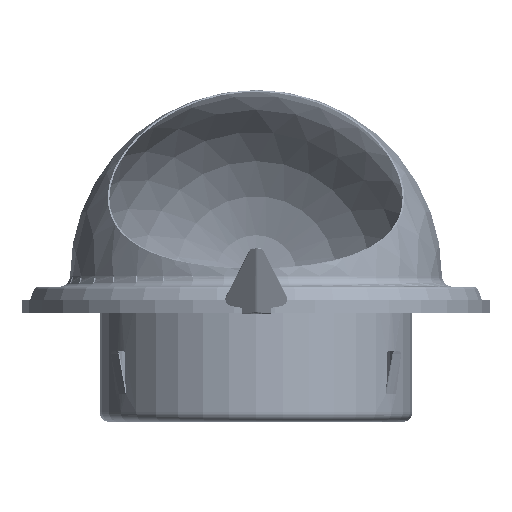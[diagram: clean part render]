
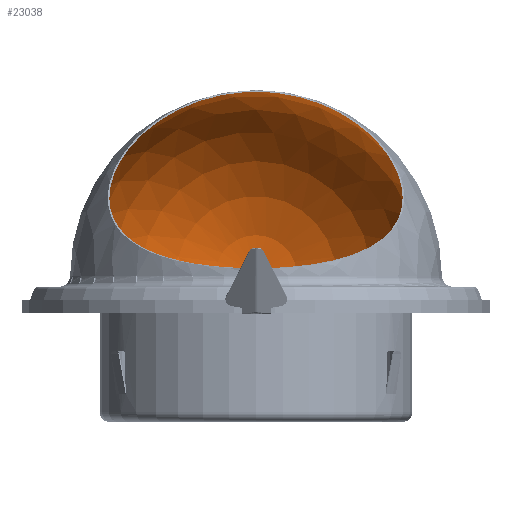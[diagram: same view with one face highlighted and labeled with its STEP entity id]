
A CAD part, top view. The second image highlights one B-rep face of the part: STEP entity #23038.
In plain terms, the highlighted spherical face has radius 85.3 mm.
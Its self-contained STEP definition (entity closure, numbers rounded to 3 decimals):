
#3032 = CIRCLE ( 'NONE', #124579, 85.3 ) ;
#7486 = AXIS2_PLACEMENT_3D ( 'NONE', #95269, #83785, #19787 ) ;
#14095 = ORIENTED_EDGE ( 'NONE', *, *, #16573, .T. ) ;
#16573 = EDGE_CURVE ( 'NONE', #107139, #23619, #43501, .T. ) ;
#18218 = CARTESIAN_POINT ( 'NONE',  ( -8.666, 1.717, 24.569 ) ) ;
#19787 = DIRECTION ( 'NONE',  ( 0., 0., -1. ) ) ;
#23038 = ADVANCED_FACE ( 'NONE', ( #50607 ), #127403, .F. ) ;
#23619 = VERTEX_POINT ( 'NONE', #136971 ) ;
#24392 = ORIENTED_EDGE ( 'NONE', *, *, #94463, .T. ) ;
#28579 = DIRECTION ( 'NONE',  ( 0., 0., 1. ) ) ;
#28606 = AXIS2_PLACEMENT_3D ( 'NONE', #96536, #118788, #83647 ) ;
#42868 = EDGE_LOOP ( 'NONE', ( #47367, #14095, #113636, #24392 ) ) ;
#43501 = CIRCLE ( 'NONE', #110017, 85.3 ) ;
#47367 = ORIENTED_EDGE ( 'NONE', *, *, #141024, .F. ) ;
#48088 = VERTEX_POINT ( 'NONE', #97330 ) ;
#50607 = FACE_OUTER_BOUND ( 'NONE', #42868, .T. ) ;
#58494 = CIRCLE ( 'NONE', #28606, 85.3 ) ;
#60925 = CARTESIAN_POINT ( 'NONE',  ( -8.666, 1.717, 24.569 ) ) ;
#62080 = DIRECTION ( 'NONE',  ( 0., 0., 1. ) ) ;
#74314 = CARTESIAN_POINT ( 'NONE',  ( -8.666, 87.017, 24.569 ) ) ;
#76489 = DIRECTION ( 'NONE',  ( 0., 0., -1. ) ) ;
#83647 = DIRECTION ( 'NONE',  ( 0., 0., -1. ) ) ;
#83785 = DIRECTION ( 'NONE',  ( 0., -1., 0. ) ) ;
#85739 = AXIS2_PLACEMENT_3D ( 'NONE', #18218, #62080, #138932 ) ;
#91877 = DIRECTION ( 'NONE',  ( 1., 0., 0. ) ) ;
#94463 = EDGE_CURVE ( 'NONE', #48088, #98388, #58494, .T. ) ;
#95269 = CARTESIAN_POINT ( 'NONE',  ( -8.666, 1.717, 24.569 ) ) ;
#96536 = CARTESIAN_POINT ( 'NONE',  ( -8.666, 1.717, 24.569 ) ) ;
#97330 = CARTESIAN_POINT ( 'NONE',  ( -8.659, 1.717, -60.731 ) ) ;
#98388 = VERTEX_POINT ( 'NONE', #109722 ) ;
#99415 = DIRECTION ( 'NONE',  ( -1., 0., 0. ) ) ;
#107139 = VERTEX_POINT ( 'NONE', #74314 ) ;
#109722 = CARTESIAN_POINT ( 'NONE',  ( 76.634, 1.717, 24.577 ) ) ;
#110017 = AXIS2_PLACEMENT_3D ( 'NONE', #60925, #28579, #91877 ) ;
#113636 = ORIENTED_EDGE ( 'NONE', *, *, #119985, .T. ) ;
#118788 = DIRECTION ( 'NONE',  ( 0., -1., 0. ) ) ;
#119941 = CIRCLE ( 'NONE', #7486, 85.3 ) ;
#119985 = EDGE_CURVE ( 'NONE', #23619, #48088, #119941, .T. ) ;
#124579 = AXIS2_PLACEMENT_3D ( 'NONE', #131755, #76489, #99415 ) ;
#127403 = SPHERICAL_SURFACE ( 'NONE', #85739, 85.3 ) ;
#131755 = CARTESIAN_POINT ( 'NONE',  ( -8.666, 1.717, 24.569 ) ) ;
#136971 = CARTESIAN_POINT ( 'NONE',  ( -93.966, 1.717, 24.562 ) ) ;
#138932 = DIRECTION ( 'NONE',  ( 1., 0., 0. ) ) ;
#141024 = EDGE_CURVE ( 'NONE', #107139, #98388, #3032, .T. ) ;
